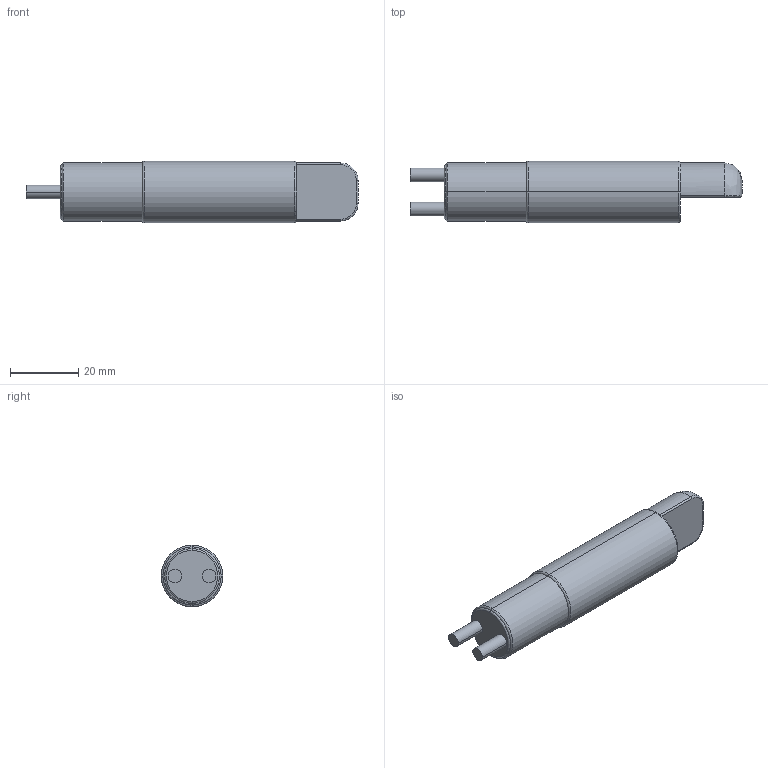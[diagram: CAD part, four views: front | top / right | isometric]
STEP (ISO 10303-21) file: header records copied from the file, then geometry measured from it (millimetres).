
FILE_DESCRIPTION((''),'2;1');
FILE_NAME('18G_D302898A','2006-01-03T',('Pepperl+Fuchs'),('Industriehansa'),'PRO/ENGINEER BY PARAMETRIC TECHNOLOGY CORPORATION, 2005290','PRO/ENGINEER BY PARAMETRIC TECHNOLOGY CORPORATION, 2005290','');
FILE_SCHEMA(('AUTOMOTIVE_DESIGN_CC2 { 1 2 10303 214 -1 1 5 2 }'));
Length unit declared in the file: millimetre
Products named in the file (1): 18G_D302898A
Bounding box: 97 x 18 x 18 mm (x, y, z)
Volume: 19482.2 mm3; surface area: 5286.2 mm2
Topology: 1 solids, 1 shells, 29 faces, 66 edges, 44 vertices
Faces by surface type: cylinder 12, torus 8, plane 6, bspline 3
Entity records: 1316 total; most frequent: CARTESIAN_POINT 279, DIRECTION 160, ORIENTED_EDGE 118, PRESENTATION_STYLE_ASSIGNMENT 78, STYLED_ITEM 72, AXIS2_PLACEMENT_3D 71, CURVE_STYLE 69, EDGE_CURVE 59
